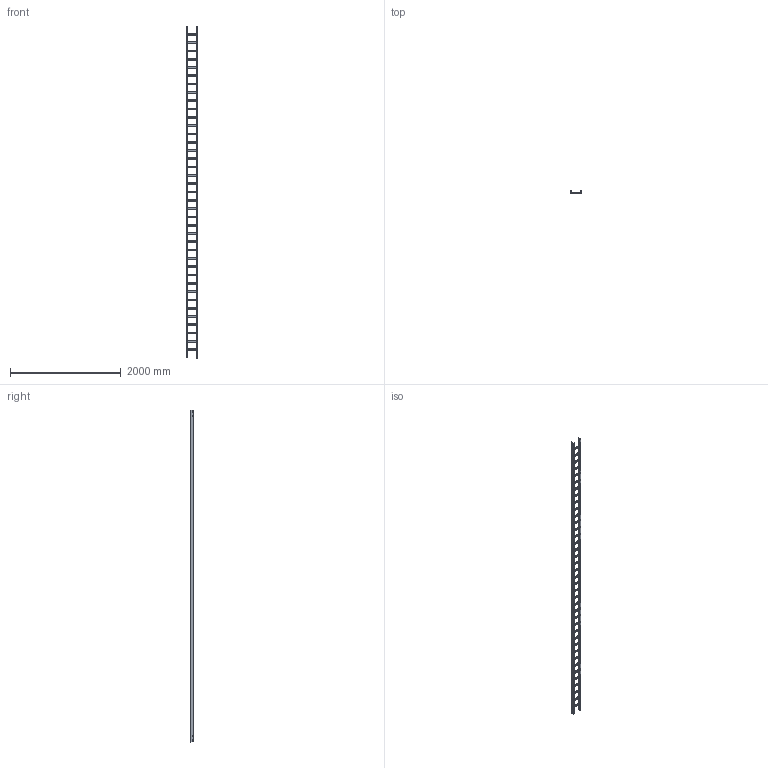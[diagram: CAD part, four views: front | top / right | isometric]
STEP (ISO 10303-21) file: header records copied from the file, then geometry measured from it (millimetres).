
FILE_DESCRIPTION(/* description */ (''),/* implementation_level */ '2;1');
FILE_NAME(/* name */ '6207501',/* time_stamp */ '2014-10-20T13:53:21+02:00',/* author */ (''),/* organization */ (''),/* preprocessor_version */ 'ST-DEVELOPER v15',/* originating_system */ '',/* authorisation */ '');
FILE_SCHEMA (('AUTOMOTIVE_DESIGN'));
Length unit declared in the file: millimetre
Products named in the file (2): Document; Block 01
Assembly tree (1 placements, depth 2):
  Document
    Block 01
Bounding box: 200 x 60 x 6000 mm (x, y, z)
Volume: 2473447.2 mm3; surface area: 3352213.1 mm2
Topology: 41 solids, 41 shells, 1028 faces, 2838 edges, 1892 vertices
Faces by surface type: plane 676, bspline 352
Entity records: 34841 total; most frequent: CARTESIAN_POINT 16676, ORIENTED_EDGE 5676, EDGE_CURVE 2838, B_SPLINE_CURVE_WITH_KNOTS 2446, VERTEX_POINT 1892, EDGE_LOOP 1044, ADVANCED_FACE 1028, FACE_OUTER_BOUND 1028
